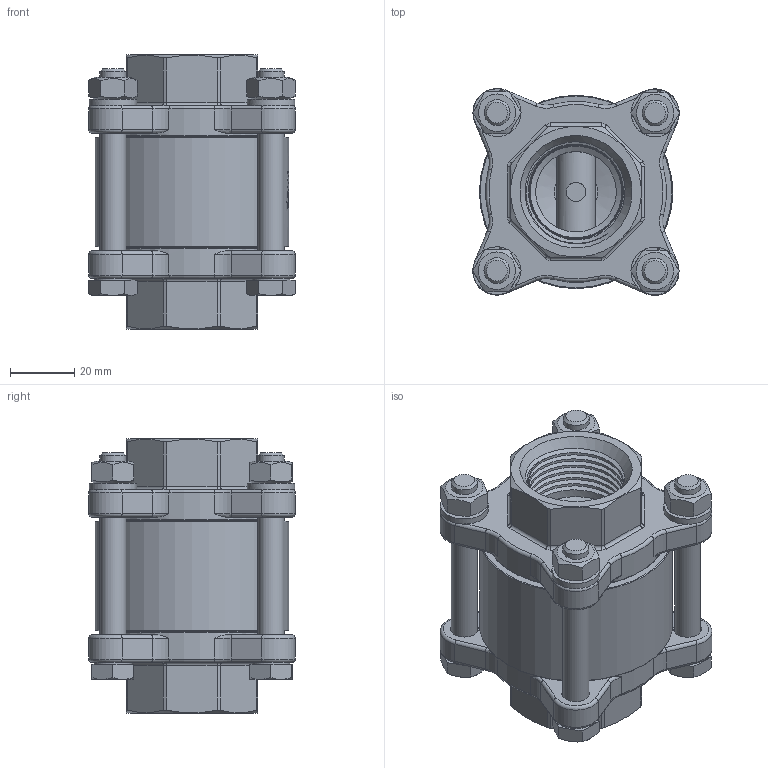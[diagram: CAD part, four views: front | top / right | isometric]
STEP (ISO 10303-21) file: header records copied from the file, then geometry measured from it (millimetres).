
FILE_DESCRIPTION((''),'2;1');
FILE_NAME('5110_025.stp','2010-11-25T15:03:43',('gi'),(''),'Autodesk Inventor 2009','Autodesk Inventor 2009','');
FILE_SCHEMA(('AUTOMOTIVE_DESIGN { 1 0 10303 214 1 1 1 1 }'));
Length unit declared in the file: millimetre
Products named in the file (1): 5110_0025
Bounding box: 64.17 x 64.14 x 85.14 mm (x, y, z)
Surface area: 56772.3 mm2 (no closed solid volume)
Topology: 0 solids, 1 shells, 708 faces, 1825 edges, 1159 vertices
Faces by surface type: plane 207, bspline 177, cylinder 166, torus 87, cone 71
Full cylindrical faces by diameter (mm): 6 x1, 8 x8, 8.7 x8, 10 x1, 11.63 x4, 12 x1, 25 x2, 31 x1, 37 x1, 48 x2, 49 x1, 52 x2, 56.2 x2, 60 x1
Entity records: 58786 total; most frequent: CARTESIAN_POINT 42825, ORIENTED_EDGE 3364, DIRECTION 2768, EDGE_CURVE 1682, VERTEX_POINT 1115, AXIS2_PLACEMENT_3D 1084, EDGE_LOOP 849, FACE_OUTER_BOUND 694
